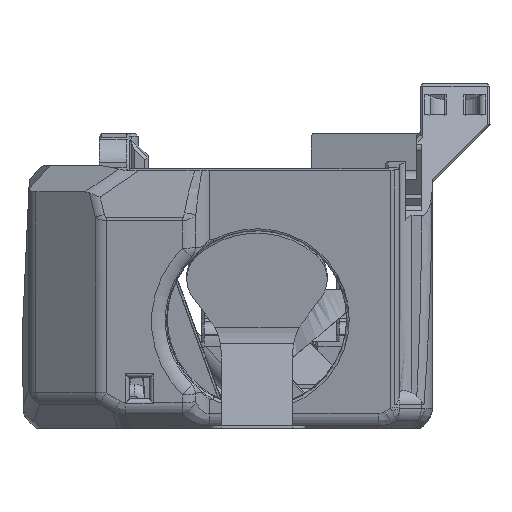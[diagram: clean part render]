
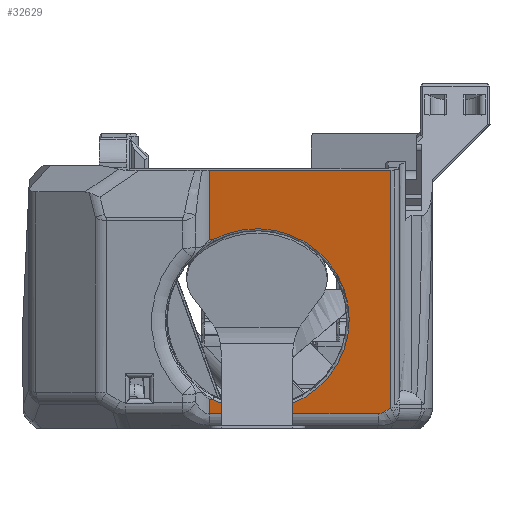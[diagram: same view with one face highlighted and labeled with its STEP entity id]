
A CAD part, left-side view. The second image highlights one B-rep face of the part: STEP entity #32629.
In plain terms, the highlighted planar face has unit normal (-0.985, 0, -0.174).
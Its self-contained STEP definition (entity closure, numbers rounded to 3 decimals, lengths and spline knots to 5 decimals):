
#862=ELLIPSE('',#34923,0.0032,0.002);
#1926=LINE('',#50562,#4890);
#1936=LINE('',#50601,#4900);
#1937=LINE('',#50604,#4901);
#1938=LINE('',#50605,#4902);
#1939=LINE('',#50619,#4903);
#1940=LINE('',#50621,#4904);
#4890=VECTOR('',#39019,1.);
#4900=VECTOR('',#39047,1.);
#4901=VECTOR('',#39048,1.);
#4902=VECTOR('',#39049,1.);
#4903=VECTOR('',#39052,1.);
#4904=VECTOR('',#39053,1.);
#7409=PLANE('',#34921);
#8451=CIRCLE('',#34922,0.0144);
#11085=ORIENTED_EDGE('',*,*,#20290,.F.);
#11086=ORIENTED_EDGE('',*,*,#20291,.F.);
#11087=ORIENTED_EDGE('',*,*,#20272,.F.);
#11088=ORIENTED_EDGE('',*,*,#20292,.T.);
#11089=ORIENTED_EDGE('',*,*,#20293,.T.);
#11090=ORIENTED_EDGE('',*,*,#20294,.T.);
#11091=ORIENTED_EDGE('',*,*,#20295,.T.);
#11092=ORIENTED_EDGE('',*,*,#20296,.T.);
#11093=ORIENTED_EDGE('',*,*,#20297,.T.);
#11094=ORIENTED_EDGE('',*,*,#20298,.F.);
#20272=EDGE_CURVE('',#24976,#24977,#1926,.T.);
#20290=EDGE_CURVE('',#24992,#24993,#1936,.T.);
#20291=EDGE_CURVE('',#24977,#24992,#1937,.F.);
#20292=EDGE_CURVE('',#24976,#24994,#1938,.F.);
#20293=EDGE_CURVE('',#24994,#24995,#27538,.F.);
#20294=EDGE_CURVE('',#24995,#24996,#8451,.T.);
#20295=EDGE_CURVE('',#24996,#24997,#27539,.T.);
#20296=EDGE_CURVE('',#24997,#24998,#1939,.F.);
#20297=EDGE_CURVE('',#24998,#24999,#1940,.T.);
#20298=EDGE_CURVE('',#24993,#24999,#862,.F.);
#24976=VERTEX_POINT('',#50563);
#24977=VERTEX_POINT('',#50564);
#24992=VERTEX_POINT('',#50602);
#24993=VERTEX_POINT('',#50603);
#24994=VERTEX_POINT('',#50606);
#24995=VERTEX_POINT('',#50611);
#24996=VERTEX_POINT('',#50613);
#24997=VERTEX_POINT('',#50618);
#24998=VERTEX_POINT('',#50620);
#24999=VERTEX_POINT('',#50622);
#27538=B_SPLINE_CURVE_WITH_KNOTS('',3,(#50607,#50608,#50609,#50610),
 .UNSPECIFIED.,.F.,.F.,(4,4),(0.00082,0.00132),
 .UNSPECIFIED.);
#27539=B_SPLINE_CURVE_WITH_KNOTS('',3,(#50614,#50615,#50616,#50617),
 .UNSPECIFIED.,.F.,.F.,(4,4),(0.00082,0.00132),
 .UNSPECIFIED.);
#28551=EDGE_LOOP('',(#11085,#11086,#11087,#11088,#11089,#11090,#11091,#11092,
#11093,#11094));
#30570=FACE_BOUND('',#28551,.T.);
#32629=ADVANCED_FACE('',(#30570),#7409,.F.);
#34921=AXIS2_PLACEMENT_3D('',#50600,#39045,#39046);
#34922=AXIS2_PLACEMENT_3D('',#50612,#39050,#39051);
#34923=AXIS2_PLACEMENT_3D('',#50623,#39054,#39055);
#39019=DIRECTION('',(0.,-1.,0.));
#39045=DIRECTION('',(0.985,0.,0.174));
#39046=DIRECTION('',(-0.174,0.,0.985));
#39047=DIRECTION('',(0.097,0.829,-0.551));
#39048=DIRECTION('',(-0.174,0.,0.985));
#39049=DIRECTION('',(-0.174,0.,0.985));
#39050=DIRECTION('',(0.985,0.,0.174));
#39051=DIRECTION('',(0.174,0.,-0.985));
#39052=DIRECTION('',(-0.174,0.,0.985));
#39053=DIRECTION('',(0.,-1.,0.));
#39054=DIRECTION('',(-0.985,0.,-0.174));
#39055=DIRECTION('',(-0.165,-0.304,0.938));
#50562=CARTESIAN_POINT('',(-0.03457,0.02485,0.0403));
#50563=CARTESIAN_POINT('',(-0.03457,0.01227,0.0403));
#50564=CARTESIAN_POINT('',(-0.03457,-0.016,0.0403));
#50600=CARTESIAN_POINT('',(-0.03119,0.02485,0.0211));
#50601=CARTESIAN_POINT('',(-0.02782,-0.0142,0.00202));
#50602=CARTESIAN_POINT('',(-0.02803,-0.016,0.00322));
#50603=CARTESIAN_POINT('',(-0.02792,-0.01507,0.0026));
#50604=CARTESIAN_POINT('',(-0.00766,-0.016,-0.1123));
#50605=CARTESIAN_POINT('',(-0.03119,0.01227,0.0211));
#50606=CARTESIAN_POINT('',(-0.03266,0.01227,0.02946));
#50607=CARTESIAN_POINT('',(-0.03265,0.01177,0.02941));
#50608=CARTESIAN_POINT('',(-0.03265,0.01193,0.02943));
#50609=CARTESIAN_POINT('',(-0.03266,0.0121,0.02944));
#50610=CARTESIAN_POINT('',(-0.03266,0.01227,0.02946));
#50611=CARTESIAN_POINT('',(-0.03265,0.01177,0.02941));
#50612=CARTESIAN_POINT('',(-0.03046,0.00485,0.01697));
#50613=CARTESIAN_POINT('',(-0.02826,0.01177,0.00453));
#50614=CARTESIAN_POINT('',(-0.02826,0.01177,0.00453));
#50615=CARTESIAN_POINT('',(-0.02826,0.01193,0.00452));
#50616=CARTESIAN_POINT('',(-0.02826,0.0121,0.0045));
#50617=CARTESIAN_POINT('',(-0.02826,0.01227,0.00448));
#50618=CARTESIAN_POINT('',(-0.02826,0.01227,0.00448));
#50619=CARTESIAN_POINT('',(-0.03119,0.01227,0.0211));
#50620=CARTESIAN_POINT('',(-0.02786,0.01227,0.00226));
#50621=CARTESIAN_POINT('',(-0.02786,-0.01465,0.00226));
#50622=CARTESIAN_POINT('',(-0.02786,-0.01407,0.00226));
#50623=CARTESIAN_POINT('',(-0.0284,-0.01465,0.00533));
